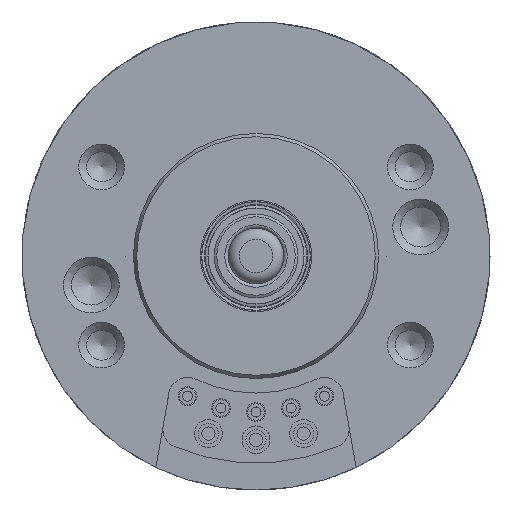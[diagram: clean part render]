
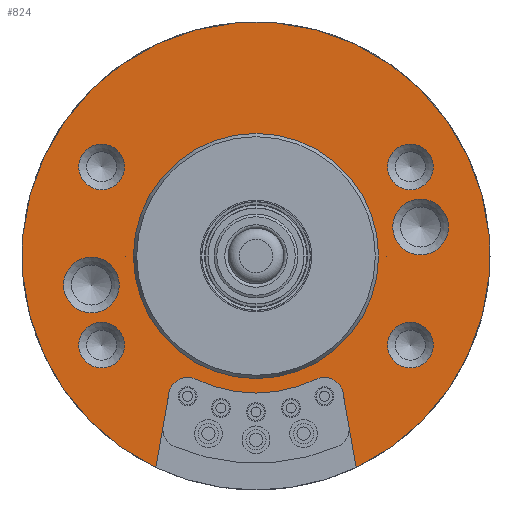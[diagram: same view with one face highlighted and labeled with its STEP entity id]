
A CAD part, left-side view. The second image highlights one B-rep face of the part: STEP entity #824.
In plain terms, the highlighted planar face has unit normal (-1, 0, 0).
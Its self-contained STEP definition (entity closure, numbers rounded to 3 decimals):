
#23=LINE('',#5117,#39);
#24=LINE('',#5125,#40);
#39=VECTOR('',#4261,1.);
#40=VECTOR('',#4268,1.);
#640=PLANE('',#3454);
#824=ADVANCED_FACE('',(#1209,#1210,#1211,#1212,#1213,#1214,#1215,#1216),
#640,.T.);
#1209=FACE_BOUND('',#1672,.T.);
#1210=FACE_BOUND('',#1673,.T.);
#1211=FACE_BOUND('',#1674,.T.);
#1212=FACE_BOUND('',#1675,.T.);
#1213=FACE_BOUND('',#1676,.T.);
#1214=FACE_BOUND('',#1677,.T.);
#1215=FACE_BOUND('',#1678,.T.);
#1216=FACE_BOUND('',#1679,.T.);
#1672=EDGE_LOOP('',(#2137));
#1673=EDGE_LOOP('',(#2138));
#1674=EDGE_LOOP('',(#2139));
#1675=EDGE_LOOP('',(#2140));
#1676=EDGE_LOOP('',(#2141));
#1677=EDGE_LOOP('',(#2142));
#1678=EDGE_LOOP('',(#2143));
#1679=EDGE_LOOP('',(#2144,#2145,#2146,#2147,#2148,#2149));
#2137=ORIENTED_EDGE('',*,*,#2784,.T.);
#2138=ORIENTED_EDGE('',*,*,#2785,.T.);
#2139=ORIENTED_EDGE('',*,*,#2786,.T.);
#2140=ORIENTED_EDGE('',*,*,#2787,.T.);
#2141=ORIENTED_EDGE('',*,*,#2788,.T.);
#2142=ORIENTED_EDGE('',*,*,#2789,.T.);
#2143=ORIENTED_EDGE('',*,*,#2790,.F.);
#2144=ORIENTED_EDGE('',*,*,#2791,.T.);
#2145=ORIENTED_EDGE('',*,*,#2792,.T.);
#2146=ORIENTED_EDGE('',*,*,#2793,.T.);
#2147=ORIENTED_EDGE('',*,*,#2794,.T.);
#2148=ORIENTED_EDGE('',*,*,#2795,.T.);
#2149=ORIENTED_EDGE('',*,*,#2796,.T.);
#2529=VERTEX_POINT('',#5101);
#2530=VERTEX_POINT('',#5103);
#2531=VERTEX_POINT('',#5105);
#2532=VERTEX_POINT('',#5107);
#2533=VERTEX_POINT('',#5109);
#2534=VERTEX_POINT('',#5111);
#2535=VERTEX_POINT('',#5113);
#2536=VERTEX_POINT('',#5115);
#2537=VERTEX_POINT('',#5116);
#2538=VERTEX_POINT('',#5118);
#2539=VERTEX_POINT('',#5120);
#2540=VERTEX_POINT('',#5122);
#2541=VERTEX_POINT('',#5124);
#2784=EDGE_CURVE('',#2529,#2529,#3041,.T.);
#2785=EDGE_CURVE('',#2530,#2530,#3042,.T.);
#2786=EDGE_CURVE('',#2531,#2531,#3043,.T.);
#2787=EDGE_CURVE('',#2532,#2532,#3044,.T.);
#2788=EDGE_CURVE('',#2533,#2533,#3045,.T.);
#2789=EDGE_CURVE('',#2534,#2534,#3046,.T.);
#2790=EDGE_CURVE('',#2535,#2535,#3047,.T.);
#2791=EDGE_CURVE('',#2536,#2537,#3048,.T.);
#2792=EDGE_CURVE('',#2537,#2538,#23,.T.);
#2793=EDGE_CURVE('',#2538,#2539,#3049,.T.);
#2794=EDGE_CURVE('',#2539,#2540,#3050,.T.);
#2795=EDGE_CURVE('',#2540,#2541,#3051,.T.);
#2796=EDGE_CURVE('',#2541,#2536,#24,.T.);
#3041=CIRCLE('',#3443,2.5);
#3042=CIRCLE('',#3444,2.5);
#3043=CIRCLE('',#3445,2.05);
#3044=CIRCLE('',#3446,2.05);
#3045=CIRCLE('',#3447,2.05);
#3046=CIRCLE('',#3448,2.05);
#3047=CIRCLE('',#3449,11.);
#3048=CIRCLE('',#3450,21.);
#3049=CIRCLE('',#3451,1.7);
#3050=CIRCLE('',#3452,12.3);
#3051=CIRCLE('',#3453,1.7);
#3443=AXIS2_PLACEMENT_3D('',#5100,#4245,#4246);
#3444=AXIS2_PLACEMENT_3D('',#5102,#4247,#4248);
#3445=AXIS2_PLACEMENT_3D('',#5104,#4249,#4250);
#3446=AXIS2_PLACEMENT_3D('',#5106,#4251,#4252);
#3447=AXIS2_PLACEMENT_3D('',#5108,#4253,#4254);
#3448=AXIS2_PLACEMENT_3D('',#5110,#4255,#4256);
#3449=AXIS2_PLACEMENT_3D('',#5112,#4257,#4258);
#3450=AXIS2_PLACEMENT_3D('',#5114,#4259,#4260);
#3451=AXIS2_PLACEMENT_3D('',#5119,#4262,#4263);
#3452=AXIS2_PLACEMENT_3D('',#5121,#4264,#4265);
#3453=AXIS2_PLACEMENT_3D('',#5123,#4266,#4267);
#3454=AXIS2_PLACEMENT_3D('',#5126,#4269,#4270);
#4245=DIRECTION('',(1.,0.,0.));
#4246=DIRECTION('',(0.,0.,1.));
#4247=DIRECTION('',(1.,0.,0.));
#4248=DIRECTION('',(0.,0.,1.));
#4249=DIRECTION('',(1.,0.,0.));
#4250=DIRECTION('',(0.,0.,1.));
#4251=DIRECTION('',(1.,0.,0.));
#4252=DIRECTION('',(0.,0.,1.));
#4253=DIRECTION('',(1.,0.,0.));
#4254=DIRECTION('',(0.,0.,1.));
#4255=DIRECTION('',(1.,0.,0.));
#4256=DIRECTION('',(0.,0.,1.));
#4257=DIRECTION('',(-1.,0.,0.));
#4258=DIRECTION('',(0.,0.,1.));
#4259=DIRECTION('',(-1.,0.,0.));
#4260=DIRECTION('',(0.,0.,1.));
#4261=DIRECTION('',(0.,-0.174,0.985));
#4262=DIRECTION('',(1.,0.,0.));
#4263=DIRECTION('',(0.,-1.,0.));
#4264=DIRECTION('',(-1.,0.,0.));
#4265=DIRECTION('',(0.,1.,0.));
#4266=DIRECTION('',(1.,0.,0.));
#4267=DIRECTION('',(0.,1.,0.));
#4268=DIRECTION('',(0.,-0.174,-0.985));
#4269=DIRECTION('',(-1.,0.,0.));
#4270=DIRECTION('',(0.,0.,-1.));
#5100=CARTESIAN_POINT('',(-85.,-14.772,2.605));
#5101=CARTESIAN_POINT('',(-85.,-14.772,5.105));
#5102=CARTESIAN_POINT('',(-85.,14.772,-2.605));
#5103=CARTESIAN_POINT('',(-85.,14.772,-0.105));
#5104=CARTESIAN_POINT('',(-85.,-13.856,-8.));
#5105=CARTESIAN_POINT('',(-85.,-13.856,-5.95));
#5106=CARTESIAN_POINT('',(-85.,13.856,-8.));
#5107=CARTESIAN_POINT('',(-85.,13.856,-5.95));
#5108=CARTESIAN_POINT('',(-85.,-13.856,8.));
#5109=CARTESIAN_POINT('',(-85.,-13.856,10.05));
#5110=CARTESIAN_POINT('',(-85.,13.856,8.));
#5111=CARTESIAN_POINT('',(-85.,13.856,10.05));
#5112=CARTESIAN_POINT('',(-85.,0.,0.));
#5113=CARTESIAN_POINT('',(-85.,0.,11.));
#5114=CARTESIAN_POINT('',(-85.,0.,0.));
#5115=CARTESIAN_POINT('',(-85.,-8.991,-18.978));
#5116=CARTESIAN_POINT('',(-85.,8.991,-18.978));
#5117=CARTESIAN_POINT('',(-85.,9.524,-22.));
#5118=CARTESIAN_POINT('',(-85.,7.811,-12.288));
#5119=CARTESIAN_POINT('',(-85.,6.137,-12.583));
#5120=CARTESIAN_POINT('',(-85.,5.392,-11.055));
#5121=CARTESIAN_POINT('',(-85.,0.,0.));
#5122=CARTESIAN_POINT('',(-85.,-5.392,-11.055));
#5123=CARTESIAN_POINT('',(-85.,-6.137,-12.583));
#5124=CARTESIAN_POINT('',(-85.,-7.811,-12.288));
#5125=CARTESIAN_POINT('',(-85.,-7.811,-12.288));
#5126=CARTESIAN_POINT('',(-85.,0.,0.));
